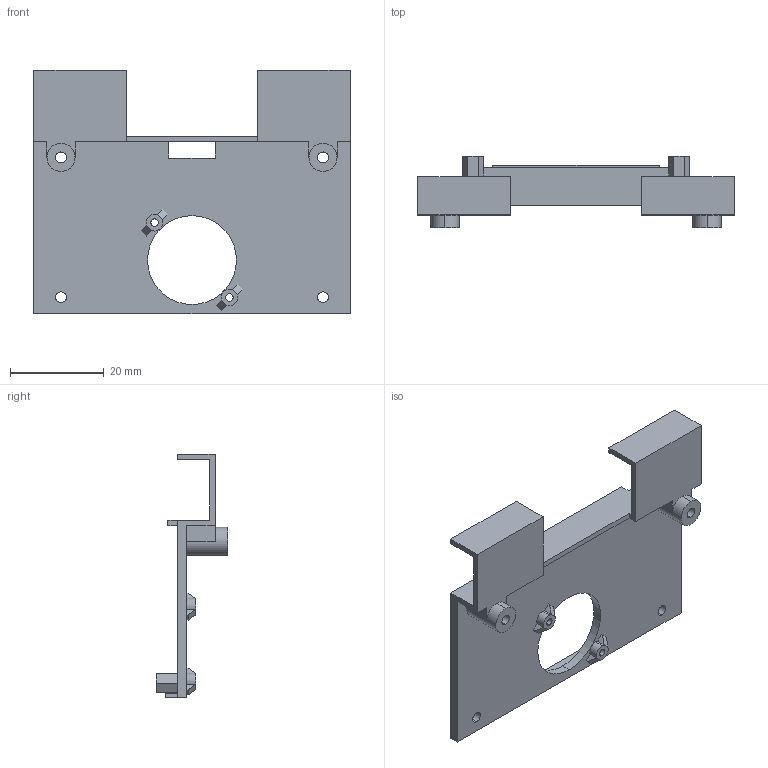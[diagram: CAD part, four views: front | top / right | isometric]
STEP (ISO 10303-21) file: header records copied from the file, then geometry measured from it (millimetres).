
FILE_DESCRIPTION (( 'STEP AP203' ), '1' );
FILE_NAME ('servo_cap.STEP', '2025-10-10T21:02:30', ( '' ), ( '' ), 'SwSTEP 2.0', 'SolidWorks 2014', '' );
FILE_SCHEMA (( 'CONFIG_CONTROL_DESIGN' ));
Length unit declared in the file: millimetre
Products named in the file (1): servo_cap
Bounding box: 67.6 x 15.3 x 52.1 mm (x, y, z)
Volume: 6737.4 mm3; surface area: 8534.2 mm2
Topology: 1 solids, 1 shells, 100 faces, 282 edges, 188 vertices
Faces by surface type: plane 72, cylinder 28
Entity records: 3335 total; most frequent: CARTESIAN_POINT 595, ORIENTED_EDGE 564, DIRECTION 536, EDGE_CURVE 282, LINE 214, VECTOR 214, VERTEX_POINT 188, AXIS2_PLACEMENT_3D 161
